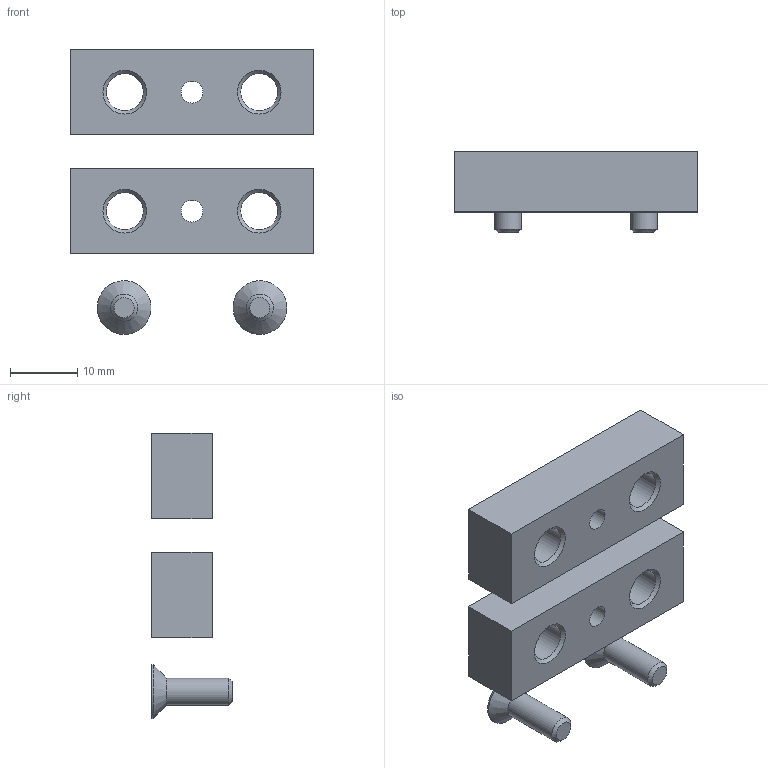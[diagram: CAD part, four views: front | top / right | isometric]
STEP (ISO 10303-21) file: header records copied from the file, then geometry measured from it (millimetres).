
FILE_DESCRIPTION(/* description */ ('End Stop Kit'),/* implementation_level */ '2;1');
FILE_NAME(/* name */ 'DA0118-STOPRC-WEB.stp',/* time_stamp */ '2023-03-16T16:06:04+00:00',/* author */ ('rmale'),/* organization */ (''),/* preprocessor_version */ 'ST-DEVELOPER v18',/* originating_system */ 'Autodesk Inventor 2020',/* authorisation */ '');
FILE_SCHEMA (('AUTOMOTIVE_DESIGN { 1 0 10303 214 3 1 1 }'));
Length unit declared in the file: millimetre
Products named in the file (3): DA0118-STOPRC-WEB; 23114200; 22412740
Assembly tree (4 placements, depth 2):
  DA0118-STOPRC-WEB
    23114200  x2
    22412740  x2
Bounding box: 36.2 x 12 x 42.4 mm (x, y, z)
Volume: 7361.7 mm3; surface area: 4602.4 mm2
Topology: 4 solids, 4 shells, 52 faces, 130 edges, 88 vertices
Faces by surface type: plane 30, cone 12, cylinder 10
Full cylindrical faces by diameter (mm): 3.242 x2, 4 x2, 5.5 x4, 8 x2
Entity records: 931 total; most frequent: DIRECTION 155, CARTESIAN_POINT 142, ORIENTED_EDGE 130, EDGE_CURVE 65, AXIS2_PLACEMENT_3D 57, VERTEX_POINT 44, LINE 41, VECTOR 41
